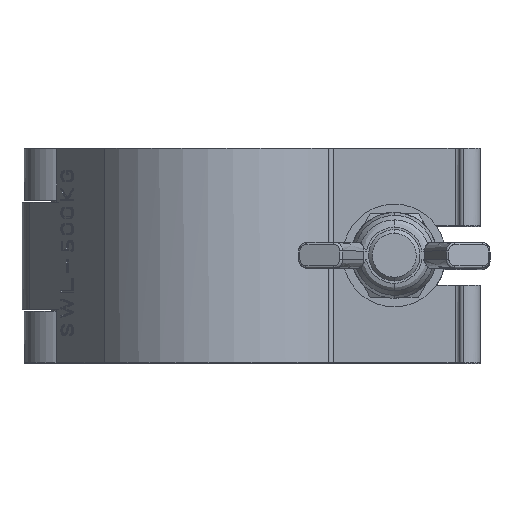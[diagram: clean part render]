
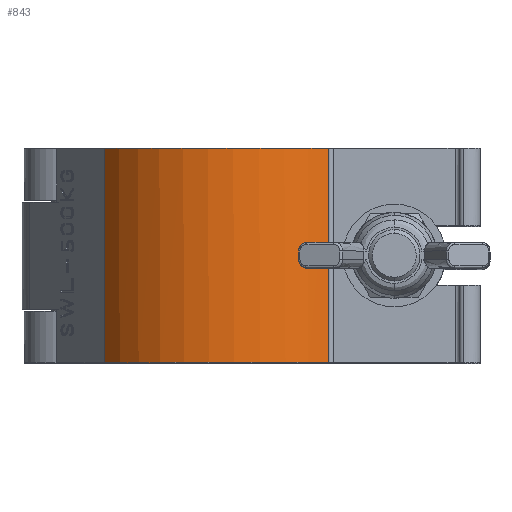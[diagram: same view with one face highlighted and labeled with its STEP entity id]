
A CAD part, top view. The second image highlights one B-rep face of the part: STEP entity #843.
In plain terms, the highlighted free-form (B-spline) face has degree [2, 1] with [9, 2] control points.
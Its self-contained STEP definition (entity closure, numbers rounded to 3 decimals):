
#843=ADVANCED_FACE('',(#1700),#13084,.T.);
#1700=FACE_OUTER_BOUND('',#2595,.T.);
#2595=EDGE_LOOP('',(#5535,#5536,#5537,#5538));
#5535=ORIENTED_EDGE('',*,*,#8397,.F.);
#5536=ORIENTED_EDGE('',*,*,#8399,.T.);
#5537=ORIENTED_EDGE('',*,*,#8330,.F.);
#5538=ORIENTED_EDGE('',*,*,#8400,.T.);
#8330=EDGE_CURVE('',#12039,#12032,#9988,.T.);
#8397=EDGE_CURVE('',#12084,#12085,#10031,.T.);
#8399=EDGE_CURVE('',#12084,#12032,#10864,.T.);
#8400=EDGE_CURVE('',#12039,#12085,#10865,.T.);
#9988=B_SPLINE_CURVE_WITH_KNOTS('',1,(#28418,#28419),.UNSPECIFIED.,.F.,
 .F.,(2,2),(-10.,40.),.UNSPECIFIED.);
#10031=B_SPLINE_CURVE_WITH_KNOTS('',1,(#28608,#28609),.UNSPECIFIED.,.F.,
 .F.,(2,2),(-40.,10.),.UNSPECIFIED.);
#10864=(
BOUNDED_CURVE()
B_SPLINE_CURVE(2,(#28612,#28613,#28614,#28615,#28616),.UNSPECIFIED.,.F.,
 .F.)
B_SPLINE_CURVE_WITH_KNOTS((3,2,3),(0.,30.035,60.07),
 .UNSPECIFIED.)
CURVE()
GEOMETRIC_REPRESENTATION_ITEM()
RATIONAL_B_SPLINE_CURVE((1.,0.911,1.,0.911,1.))
REPRESENTATION_ITEM('')
);
#10865=(
BOUNDED_CURVE()
B_SPLINE_CURVE(2,(#28617,#28618,#28619,#28620,#28621),.UNSPECIFIED.,.F.,
 .F.)
B_SPLINE_CURVE_WITH_KNOTS((3,2,3),(0.,30.035,60.07),
 .UNSPECIFIED.)
CURVE()
GEOMETRIC_REPRESENTATION_ITEM()
RATIONAL_B_SPLINE_CURVE((1.,0.911,1.,0.911,1.))
REPRESENTATION_ITEM('')
);
#12032=VERTEX_POINT('',#27714);
#12039=VERTEX_POINT('',#27721);
#12084=VERTEX_POINT('',#27766);
#12085=VERTEX_POINT('',#27767);
#13084=(
BOUNDED_SURFACE()
B_SPLINE_SURFACE(2,1,((#27505,#27506),(#27507,#27508),(#27509,#27510),(#27511,
#27512),(#27513,#27514),(#27515,#27516),(#27517,#27518),(#27519,#27520),
(#27521,#27522)),.UNSPECIFIED.,.T.,.F.,.F.)
B_SPLINE_SURFACE_WITH_KNOTS((3,2,2,2,3),(2,2),(0.,55.569,111.138,
166.706,222.275),(0.,50.02),.UNSPECIFIED.)
GEOMETRIC_REPRESENTATION_ITEM()
RATIONAL_B_SPLINE_SURFACE(((1.,1.),(0.707,0.707),
(1.,1.),(0.707,0.707),(1.,1.),(0.707,
0.707),(1.,1.),(0.707,0.707),(1.,1.)))
REPRESENTATION_ITEM('')
SURFACE()
);
#27505=CARTESIAN_POINT('',(-383.471,50.01,611.));
#27506=CARTESIAN_POINT('',(-383.471,-0.01,611.));
#27507=CARTESIAN_POINT('',(-392.293,50.01,645.258));
#27508=CARTESIAN_POINT('',(-392.293,-0.01,645.258));
#27509=CARTESIAN_POINT('',(-426.552,50.01,636.437));
#27510=CARTESIAN_POINT('',(-426.552,-0.01,636.437));
#27511=CARTESIAN_POINT('',(-460.81,50.01,627.615));
#27512=CARTESIAN_POINT('',(-460.81,-0.01,627.615));
#27513=CARTESIAN_POINT('',(-451.989,50.01,593.356));
#27514=CARTESIAN_POINT('',(-451.989,-0.01,593.356));
#27515=CARTESIAN_POINT('',(-443.167,50.01,559.098));
#27516=CARTESIAN_POINT('',(-443.167,-0.01,559.098));
#27517=CARTESIAN_POINT('',(-408.908,50.01,567.919));
#27518=CARTESIAN_POINT('',(-408.908,-0.01,567.919));
#27519=CARTESIAN_POINT('',(-374.65,50.01,576.741));
#27520=CARTESIAN_POINT('',(-374.65,-0.01,576.741));
#27521=CARTESIAN_POINT('',(-383.471,50.01,611.));
#27522=CARTESIAN_POINT('',(-383.471,-0.01,611.));
#27714=CARTESIAN_POINT('',(-447.652,50.,621.049));
#27721=CARTESIAN_POINT('',(-447.652,0.,621.049));
#27766=CARTESIAN_POINT('',(-395.215,50.,629.464));
#27767=CARTESIAN_POINT('',(-395.215,0.,629.464));
#28418=CARTESIAN_POINT('',(-447.652,0.,621.049));
#28419=CARTESIAN_POINT('',(-447.652,50.,621.049));
#28608=CARTESIAN_POINT('',(-395.215,50.,629.464));
#28609=CARTESIAN_POINT('',(-395.215,0.,629.464));
#28612=CARTESIAN_POINT('',(-395.215,50.,629.464));
#28613=CARTESIAN_POINT('',(-407.548,50.,639.641));
#28614=CARTESIAN_POINT('',(-423.335,50.,637.107));
#28615=CARTESIAN_POINT('',(-439.123,50.,634.574));
#28616=CARTESIAN_POINT('',(-447.652,50.,621.049));
#28617=CARTESIAN_POINT('',(-447.652,0.,621.049));
#28618=CARTESIAN_POINT('',(-439.123,0.,634.574));
#28619=CARTESIAN_POINT('',(-423.335,0.,637.107));
#28620=CARTESIAN_POINT('',(-407.548,0.,639.641));
#28621=CARTESIAN_POINT('',(-395.215,0.,629.464));
